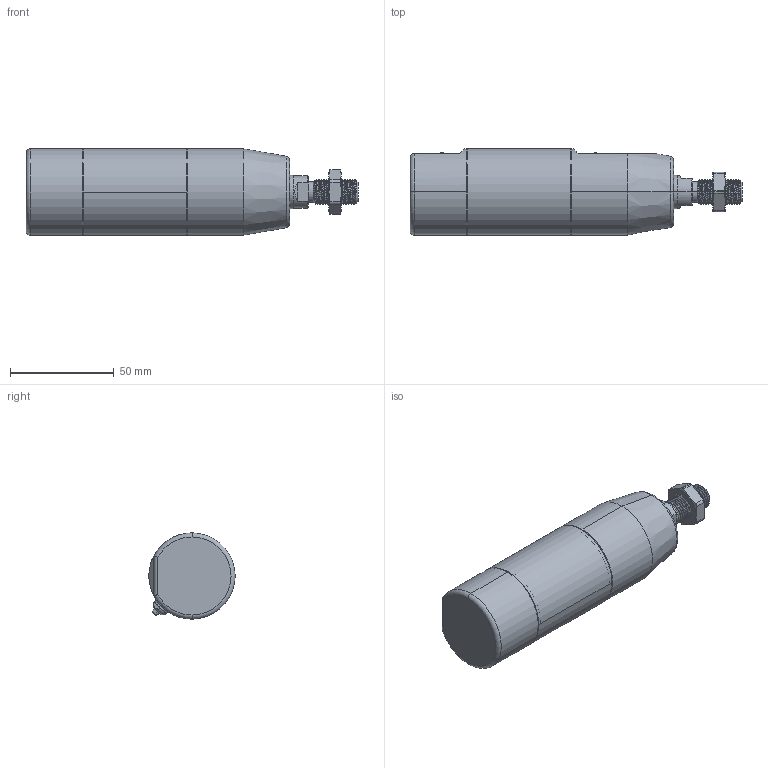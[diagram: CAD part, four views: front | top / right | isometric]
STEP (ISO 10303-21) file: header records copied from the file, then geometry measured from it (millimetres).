
FILE_DESCRIPTION (( 'STEP AP214' ), '1' );
FILE_NAME ('U040 0000 1114.STEP', '2021-05-05T07:49:10', ( '' ), ( '' ), 'SwSTEP 2.0', 'SolidWorks 2019', '' );
FILE_SCHEMA (( 'AUTOMOTIVE_DESIGN' ));
Length unit declared in the file: millimetre
Products named in the file (19): U040 0000 1114; Stempeltætning_E44030N3578; Bremseskrue 16-50; Bremsepakning_PP2028N3589; Stempelstangsmøtrik_U1904030; Oring_ORING 37,82 X 1,78; Magnet_9340; Bolt-DIN912_M10x35; 9037-01-1; 1040-14; Leje_PAP1610P11; 9040-36JB2_9040-36JB2; Oring_ORING 02,9 X 1,2; 9036-01; 1040-11; Afstryger (32-125)_407285; 9016-34_9016-34-0; 9040-35-R_1040-35-0
Assembly tree (25 placements, depth 3):
  U040 0000 1114
    1040-11
    1040-14
    9016-34_9016-34-0
    9040-35-R_1040-35-0
    Bremseskrue 16-50
      9036-01
      9037-01-1
      Oring_ORING 02,9 X 1,2
    Bremseskrue 16-50
      9036-01
      9037-01-1
      Oring_ORING 02,9 X 1,2
    Afstryger (32-125)_407285
    9040-36JB2_9040-36JB2  x2
    Bolt-DIN912_M10x35
    Oring_ORING 37,82 X 1,78  x2
    Magnet_9340
    Stempeltætning_E44030N3578  x2
    Leje_PAP1610P11
    Bremsepakning_PP2028N3589  x2
    Stempelstangsmøtrik_U1904030
Bounding box: 160 x 41.6 x 41.6 mm (x, y, z)
Volume: 149830.6 mm3; surface area: 81743.7 mm2
Topology: 23 solids, 23 shells, 685 faces, 1561 edges, 962 vertices
Faces by surface type: cylinder 288, plane 173, cone 140, torus 75, bspline 9
Entity records: 27690 total; most frequent: CARTESIAN_POINT 15114, DIRECTION 2532, ORIENTED_EDGE 2442, EDGE_CURVE 1221, AXIS2_PLACEMENT_3D 1052, VERTEX_POINT 757, EDGE_LOOP 602, ADVANCED_FACE 531
